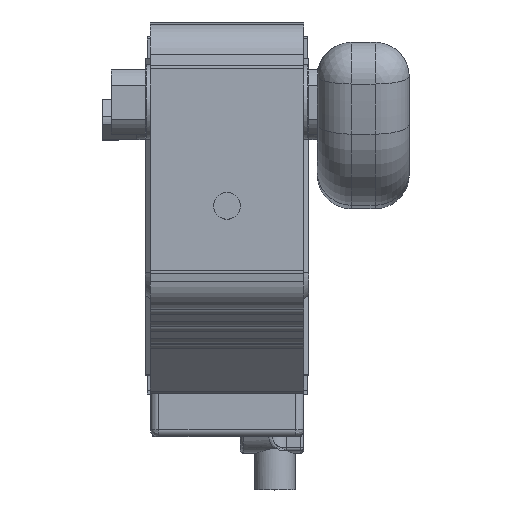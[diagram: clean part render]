
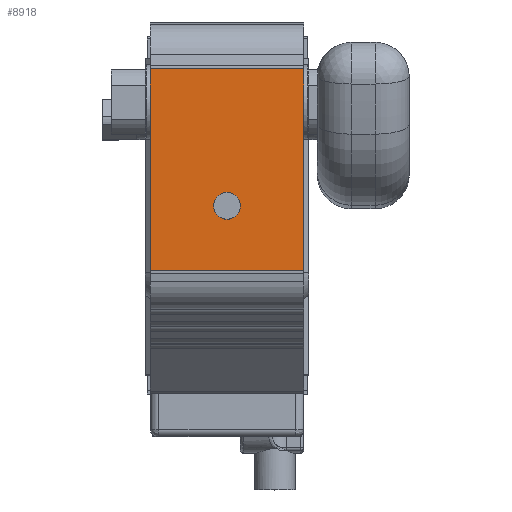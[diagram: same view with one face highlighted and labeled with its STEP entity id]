
A CAD part, top view. The second image highlights one B-rep face of the part: STEP entity #8918.
In plain terms, the highlighted planar face has unit normal (0, 0, 1).
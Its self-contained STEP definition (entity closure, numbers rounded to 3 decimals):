
#234=FACE_BOUND('',#1749,.T.);
#235=FACE_BOUND('',#1750,.T.);
#729=CIRCLE('',#9628,3.95);
#1749=EDGE_LOOP('',(#7216));
#1750=EDGE_LOOP('',(#7217,#7218,#7219,#7220));
#2470=LINE('',#14437,#3237);
#2490=LINE('',#14502,#3257);
#2491=LINE('',#14506,#3258);
#2492=LINE('',#14507,#3259);
#3237=VECTOR('',#11655,59.252);
#3257=VECTOR('',#11715,45.);
#3258=VECTOR('',#11720,45.);
#3259=VECTOR('',#11721,59.252);
#4041=VERTEX_POINT('',#14137);
#4139=VERTEX_POINT('',#14434);
#4140=VERTEX_POINT('',#14436);
#4165=VERTEX_POINT('',#14501);
#4166=VERTEX_POINT('',#14505);
#5079=EDGE_CURVE('',#4041,#4041,#729,.T.);
#5225=EDGE_CURVE('',#4140,#4139,#2470,.T.);
#5257=EDGE_CURVE('',#4140,#4165,#2490,.T.);
#5259=EDGE_CURVE('',#4139,#4166,#2491,.T.);
#5260=EDGE_CURVE('',#4166,#4165,#2492,.T.);
#7216=ORIENTED_EDGE('',*,*,#5079,.T.);
#7217=ORIENTED_EDGE('',*,*,#5225,.T.);
#7218=ORIENTED_EDGE('',*,*,#5259,.T.);
#7219=ORIENTED_EDGE('',*,*,#5260,.T.);
#7220=ORIENTED_EDGE('',*,*,#5257,.F.);
#8525=PLANE('',#9740);
#8918=ADVANCED_FACE('',(#234,#235),#8525,.T.);
#9628=AXIS2_PLACEMENT_3D('',#14138,#11373,#11374);
#9740=AXIS2_PLACEMENT_3D('',#14504,#11718,#11719);
#11373=DIRECTION('center_axis',(0.,0.,-1.));
#11374=DIRECTION('ref_axis',(-1.,0.,0.));
#11655=DIRECTION('',(0.,1.,0.));
#11715=DIRECTION('',(-1.,0.,0.));
#11718=DIRECTION('center_axis',(0.,0.,1.));
#11719=DIRECTION('ref_axis',(0.,-1.,0.));
#11720=DIRECTION('',(-1.,0.,0.));
#11721=DIRECTION('',(0.,-1.,0.));
#14137=CARTESIAN_POINT('',(3.95,-30.5,51.5));
#14138=CARTESIAN_POINT('Origin',(0.,-30.5,51.5));
#14434=CARTESIAN_POINT('',(22.5,9.689,51.5));
#14436=CARTESIAN_POINT('',(22.5,-49.563,51.5));
#14437=CARTESIAN_POINT('',(22.5,4.845,51.5));
#14501=CARTESIAN_POINT('',(-22.5,-49.563,51.5));
#14502=CARTESIAN_POINT('',(0.,-49.563,51.5));
#14504=CARTESIAN_POINT('Origin',(0.,9.689,51.5));
#14505=CARTESIAN_POINT('',(-22.5,9.689,51.5));
#14506=CARTESIAN_POINT('',(0.,9.689,51.5));
#14507=CARTESIAN_POINT('',(-22.5,4.845,51.5));
